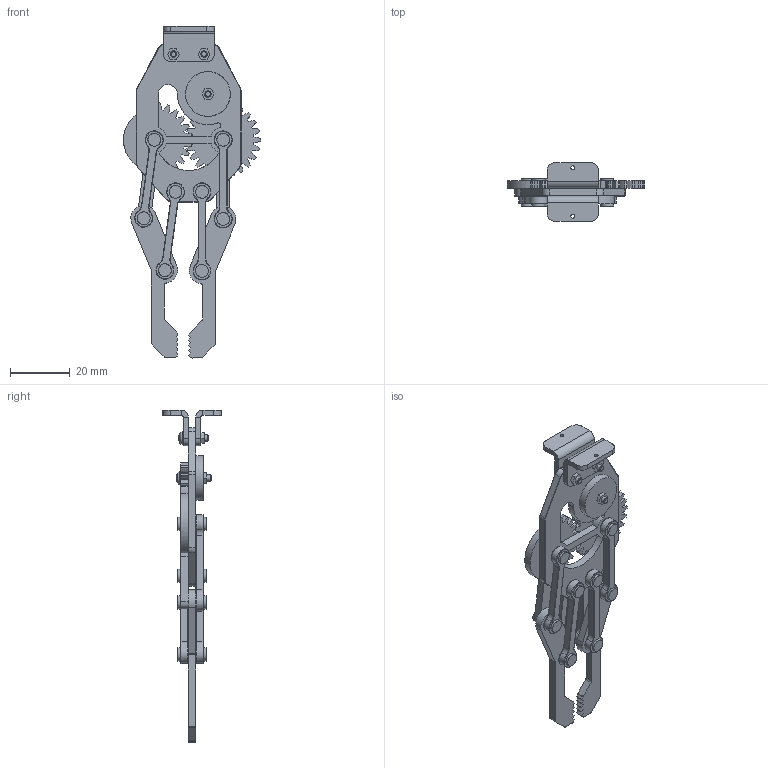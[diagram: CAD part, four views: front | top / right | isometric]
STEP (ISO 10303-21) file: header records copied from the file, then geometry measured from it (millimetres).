
FILE_DESCRIPTION(('FreeCAD Model'),'2;1');
FILE_NAME('Open CASCADE Shape Model','2025-04-17T15:47:35',('FreeCAD'),( 'FreeCAD'),'Open CASCADE STEP processor 7.6','FreeCAD','Unknown');
FILE_SCHEMA(('AUTOMOTIVE_DESIGN { 1 0 10303 214 1 1 1 1 }'));
Length unit declared in the file: millimetre
Products named in the file (1): Open CASCADE STEP translator 7.6 1
Bounding box: 45.8 x 19.62 x 110.94 mm (x, y, z)
Volume: 10950.6 mm3; surface area: 14179.7 mm2
Topology: 28 solids, 28 shells, 726 faces, 1786 edges, 1136 vertices
Faces by surface type: bspline 726
Entity records: 22047 total; most frequent: CARTESIAN_POINT 12187, ORIENTED_EDGE 3566, EDGE_CURVE 1783, VERTEX_POINT 1136, FACE_BOUND 827, EDGE_LOOP 827, ADVANCED_FACE 726, B_SPLINE_CURVE_WITH_KNOTS 725
